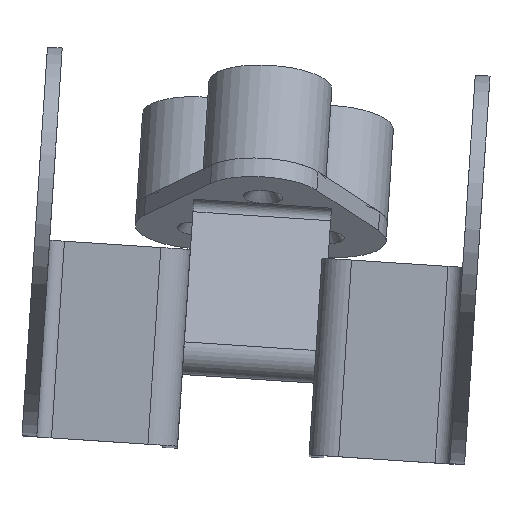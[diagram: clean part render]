
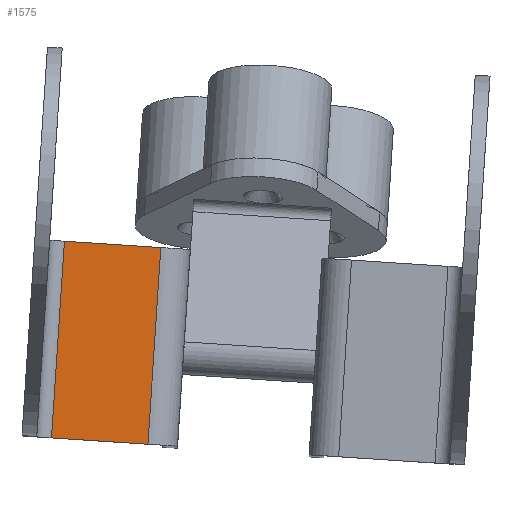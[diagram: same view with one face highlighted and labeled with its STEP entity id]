
A CAD part, top view. The second image highlights one B-rep face of the part: STEP entity #1575.
In plain terms, the highlighted planar face has unit normal (0, 0, 1).
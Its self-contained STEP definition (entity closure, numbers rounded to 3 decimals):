
#156=FACE_OUTER_BOUND('',#257,.T.);
#257=EDGE_LOOP('',(#1112,#1113,#1114,#1115));
#373=LINE('',#2480,#507);
#384=LINE('',#2510,#518);
#385=LINE('',#2512,#519);
#386=LINE('',#2513,#520);
#507=VECTOR('',#1969,10.);
#518=VECTOR('',#2004,10.);
#519=VECTOR('',#2005,10.);
#520=VECTOR('',#2006,10.);
#718=VERTEX_POINT('',#2462);
#723=VERTEX_POINT('',#2472);
#732=VERTEX_POINT('',#2509);
#733=VERTEX_POINT('',#2511);
#859=EDGE_CURVE('',#718,#723,#373,.T.);
#874=EDGE_CURVE('',#732,#723,#384,.T.);
#875=EDGE_CURVE('',#732,#733,#385,.T.);
#876=EDGE_CURVE('',#718,#733,#386,.T.);
#1112=ORIENTED_EDGE('',*,*,#859,.T.);
#1113=ORIENTED_EDGE('',*,*,#874,.F.);
#1114=ORIENTED_EDGE('',*,*,#875,.T.);
#1115=ORIENTED_EDGE('',*,*,#876,.F.);
#1514=PLANE('',#1778);
#1575=ADVANCED_FACE('',(#156),#1514,.F.);
#1778=AXIS2_PLACEMENT_3D('',#2508,#2002,#2003);
#1969=DIRECTION('',(0.065,0.998,0.));
#2002=DIRECTION('center_axis',(0.,0.,
-1.));
#2003=DIRECTION('ref_axis',(-0.991,0.131,0.));
#2004=DIRECTION('',(0.998,-0.065,0.));
#2005=DIRECTION('',(-0.065,-0.998,0.));
#2006=DIRECTION('',(-0.998,0.065,0.));
#2462=CARTESIAN_POINT('',(-113.689,-43.651,-26.393));
#2472=CARTESIAN_POINT('',(-111.071,-3.737,-26.393));
#2480=CARTESIAN_POINT('',(-112.731,-29.041,-26.393));
#2508=CARTESIAN_POINT('Origin',(-71.142,-17.096,-26.393));
#2509=CARTESIAN_POINT('',(-130.636,-2.453,-26.393));
#2510=CARTESIAN_POINT('',(-440.249,17.859,-26.393));
#2511=CARTESIAN_POINT('',(-133.254,-42.367,-26.393));
#2512=CARTESIAN_POINT('',(-132.296,-27.757,-26.393));
#2513=CARTESIAN_POINT('',(122.737,-59.162,-26.393));
